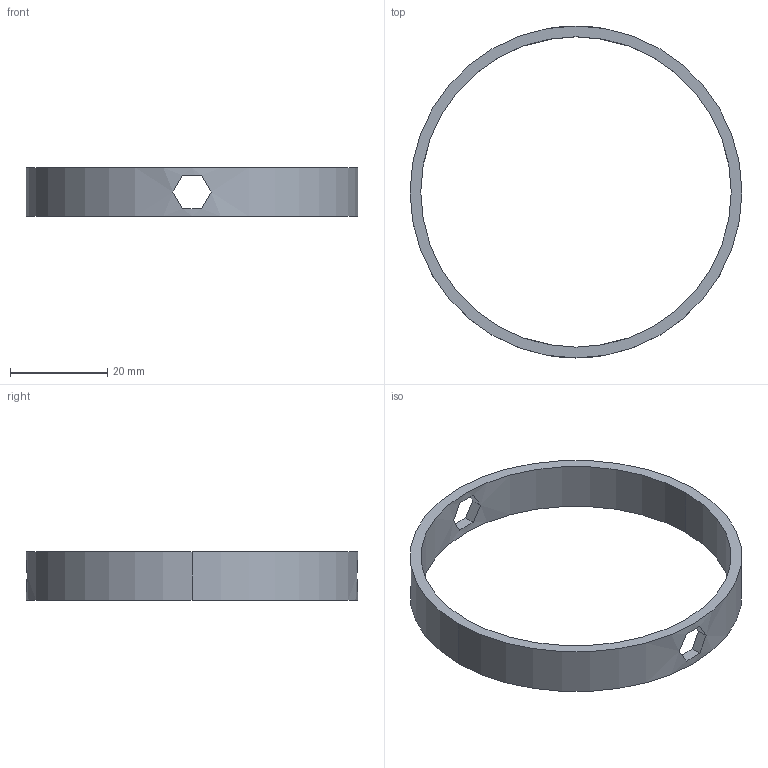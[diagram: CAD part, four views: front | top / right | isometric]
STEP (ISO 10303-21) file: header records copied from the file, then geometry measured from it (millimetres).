
FILE_DESCRIPTION (( 'STEP AP203' ), '1' );
FILE_NAME ('SmallHolderHex.STEP', '2025-07-29T04:09:11', ( '' ), ( '' ), 'SwSTEP 2.0', 'SolidWorks 2023', '' );
FILE_SCHEMA (( 'CONFIG_CONTROL_DESIGN' ));
Length unit declared in the file: millimetre
Products named in the file (1): SmallHolderHex
Bounding box: 68.22 x 68.22 x 10 mm (x, y, z)
Volume: 4405.8 mm3; surface area: 5008.1 mm2
Topology: 1 solids, 1 shells, 18 faces, 48 edges, 32 vertices
Faces by surface type: plane 14, cylinder 4
Entity records: 657 total; most frequent: CARTESIAN_POINT 147, ORIENTED_EDGE 96, DIRECTION 86, EDGE_CURVE 48, AXIS2_PLACEMENT_3D 35, VERTEX_POINT 32, EDGE_LOOP 24, FACE_OUTER_BOUND 18
